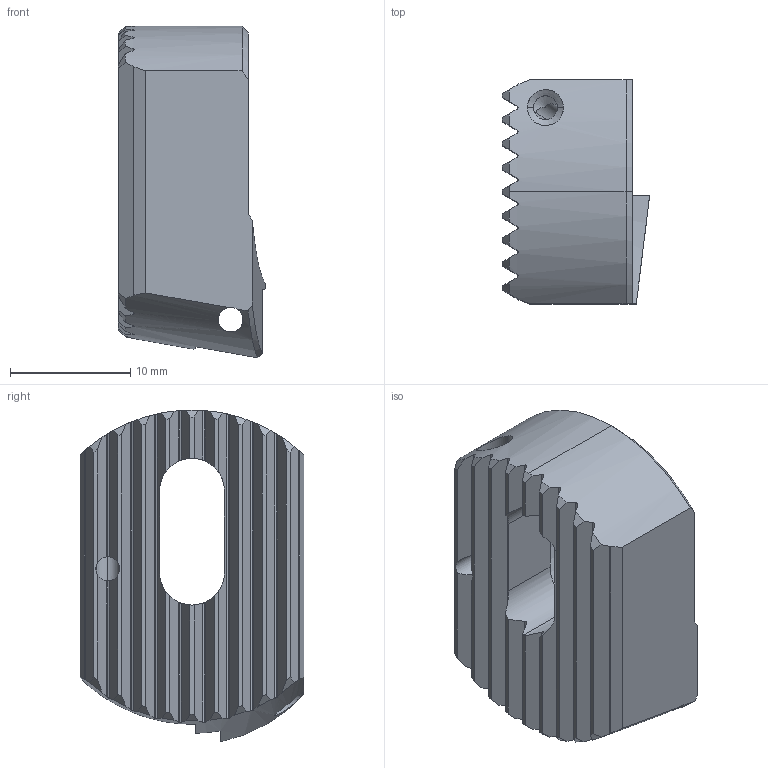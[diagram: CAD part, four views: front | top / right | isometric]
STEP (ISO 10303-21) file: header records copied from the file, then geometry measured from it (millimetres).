
FILE_DESCRIPTION (( 'STEP AP203' ), '1' );
FILE_NAME ('BV1.WCA.K11.012.STEP', '2013-04-05T12:38:06', ( 'baer' ), ( 'Hewlett-Packard Company' ), 'SwSTEP 2.0', 'SolidWorks 2012', '' );
FILE_SCHEMA (( 'CONFIG_CONTROL_DESIGN' ));
Length unit declared in the file: millimetre
Products named in the file (1): BV1.WCA.K11.012
Bounding box: 12.24 x 18.6 x 27.58 mm (x, y, z)
Volume: 2789.3 mm3; surface area: 2365 mm2
Topology: 1 solids, 1 shells, 217 faces, 606 edges, 391 vertices
Faces by surface type: plane 117, cylinder 50, bspline 27, cone 23
Entity records: 8760 total; most frequent: CARTESIAN_POINT 3682, ORIENTED_EDGE 1208, DIRECTION 815, EDGE_CURVE 604, VERTEX_POINT 391, LINE 303, VECTOR 303, AXIS2_PLACEMENT_3D 256
